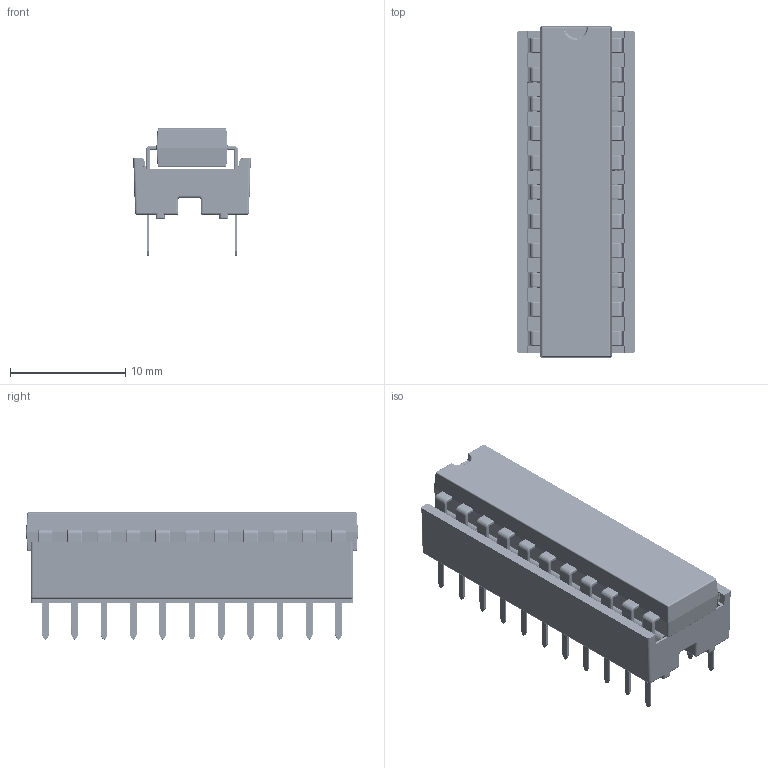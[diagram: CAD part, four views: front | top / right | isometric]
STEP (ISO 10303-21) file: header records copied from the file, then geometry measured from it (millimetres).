
FILE_DESCRIPTION(/* description */ (''),/* implementation_level */ '2;1');
FILE_NAME(/* name */ 'DIP-22 W7.62mm IC with Socket.stp',/* time_stamp */ '2019-09-26T14:30:27+02:00',/* author */ ('PCB-Tech'),/* organization */ (''),/* preprocessor_version */ 'ST-DEVELOPER v17.2',/* originating_system */ 'Autodesk Inventor 2019',/* authorisation */ '');
FILE_SCHEMA (('AUTOMOTIVE_DESIGN { 1 0 10303 214 3 1 1 }'));
Length unit declared in the file: millimetre
Products named in the file (6): DIP-22 W7.62mm IC with Socket; Stamped Dual Wipe Contact for DIP Sockets; Body DIP-22 P7.62mm Socket; DIP-22 W7.62mm Package; DIP-22 W7.62; IC Beinchen
Assembly tree (47 placements, depth 3):
  DIP-22 W7.62mm IC with Socket
    Stamped Dual Wipe Contact for DIP Sockets  x22
    Body DIP-22 P7.62mm Socket
    DIP-22 W7.62mm Package
      IC Beinchen  x22
      DIP-22 W7.62
Bounding box: 10.2 x 28.77 x 11.01 mm (x, y, z)
Volume: 1330.3 mm3; surface area: 3574.3 mm2
Topology: 46 solids, 46 shells, 8566 faces, 20808 edges, 12485 vertices
Faces by surface type: plane 2685, cylinder 2485, bspline 1968, torus 1105, sphere 323
Entity records: 39226 total; most frequent: CARTESIAN_POINT 13330, ORIENTED_EDGE 5526, DIRECTION 5095, EDGE_CURVE 2763, LINE 1987, VECTOR 1987, VERTEX_POINT 1753, AXIS2_PLACEMENT_3D 1554
